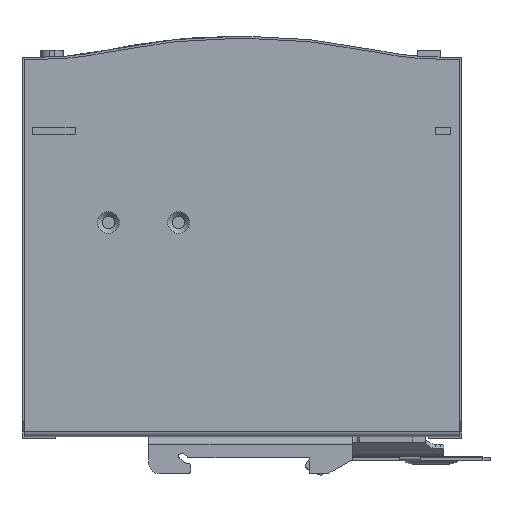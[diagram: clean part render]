
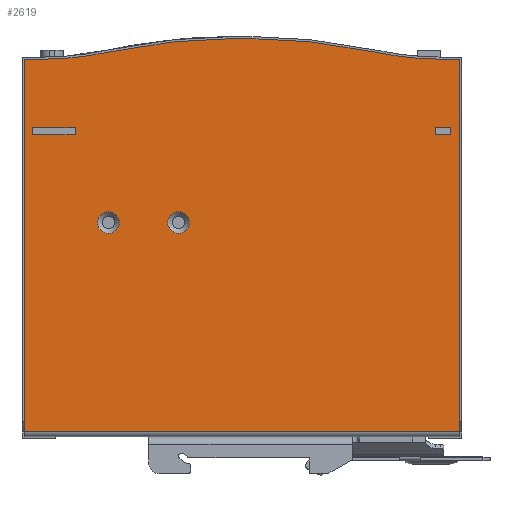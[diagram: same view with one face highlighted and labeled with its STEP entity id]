
A CAD part, front view. The second image highlights one B-rep face of the part: STEP entity #2619.
In plain terms, the highlighted planar face has unit normal (0, -1, 0).
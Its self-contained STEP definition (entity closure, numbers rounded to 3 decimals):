
#2619=ADVANCED_FACE('',(#12769,#12770,#12771,#12772,#12773),#4096,.F.);
#4096=PLANE('',#31083);
#5345=LINE('',#40555,#9052);
#5367=LINE('',#40636,#9074);
#5368=LINE('',#40639,#9075);
#5369=LINE('',#40641,#9076);
#5370=LINE('',#40643,#9077);
#5371=LINE('',#40644,#9078);
#5372=LINE('',#40647,#9079);
#5373=LINE('',#40649,#9080);
#5374=LINE('',#40651,#9081);
#5375=LINE('',#40652,#9082);
#5376=LINE('',#40660,#9083);
#5377=LINE('',#40662,#9084);
#5378=LINE('',#40664,#9085);
#9052=VECTOR('',#33012,1.);
#9074=VECTOR('',#33080,1.);
#9075=VECTOR('',#33081,1.);
#9076=VECTOR('',#33082,1.);
#9077=VECTOR('',#33083,1.);
#9078=VECTOR('',#33084,1.);
#9079=VECTOR('',#33085,1.);
#9080=VECTOR('',#33086,1.);
#9081=VECTOR('',#33087,1.);
#9082=VECTOR('',#33088,1.);
#9083=VECTOR('',#33095,1.);
#9084=VECTOR('',#33096,1.);
#9085=VECTOR('',#33097,1.);
#12769=FACE_BOUND('',#13296,.T.);
#12770=FACE_BOUND('',#13297,.T.);
#12771=FACE_BOUND('',#13298,.T.);
#12772=FACE_BOUND('',#13299,.T.);
#12773=FACE_BOUND('',#13300,.T.);
#13296=EDGE_LOOP('',(#15275));
#13297=EDGE_LOOP('',(#15276));
#13298=EDGE_LOOP('',(#15277,#15278,#15279,#15280));
#13299=EDGE_LOOP('',(#15281,#15282,#15283,#15284));
#13300=EDGE_LOOP('',(#15285,#15286,#15287,#15288,#15289,#15290,#15291,#15292));
#15275=ORIENTED_EDGE('',*,*,#26484,.T.);
#15276=ORIENTED_EDGE('',*,*,#26485,.T.);
#15277=ORIENTED_EDGE('',*,*,#26486,.F.);
#15278=ORIENTED_EDGE('',*,*,#26487,.F.);
#15279=ORIENTED_EDGE('',*,*,#26488,.F.);
#15280=ORIENTED_EDGE('',*,*,#26489,.F.);
#15281=ORIENTED_EDGE('',*,*,#26490,.F.);
#15282=ORIENTED_EDGE('',*,*,#26491,.F.);
#15283=ORIENTED_EDGE('',*,*,#26492,.F.);
#15284=ORIENTED_EDGE('',*,*,#26493,.F.);
#15285=ORIENTED_EDGE('',*,*,#26494,.F.);
#15286=ORIENTED_EDGE('',*,*,#26495,.F.);
#15287=ORIENTED_EDGE('',*,*,#26496,.F.);
#15288=ORIENTED_EDGE('',*,*,#26497,.F.);
#15289=ORIENTED_EDGE('',*,*,#26498,.F.);
#15290=ORIENTED_EDGE('',*,*,#26499,.F.);
#15291=ORIENTED_EDGE('',*,*,#26500,.T.);
#15292=ORIENTED_EDGE('',*,*,#26445,.T.);
#23632=VERTEX_POINT('',#40554);
#23633=VERTEX_POINT('',#40556);
#23667=VERTEX_POINT('',#40633);
#23668=VERTEX_POINT('',#40635);
#23669=VERTEX_POINT('',#40637);
#23670=VERTEX_POINT('',#40638);
#23671=VERTEX_POINT('',#40640);
#23672=VERTEX_POINT('',#40642);
#23673=VERTEX_POINT('',#40645);
#23674=VERTEX_POINT('',#40646);
#23675=VERTEX_POINT('',#40648);
#23676=VERTEX_POINT('',#40650);
#23677=VERTEX_POINT('',#40653);
#23678=VERTEX_POINT('',#40655);
#23679=VERTEX_POINT('',#40657);
#23680=VERTEX_POINT('',#40659);
#23681=VERTEX_POINT('',#40661);
#23682=VERTEX_POINT('',#40663);
#26445=EDGE_CURVE('',#23633,#23632,#5345,.T.);
#26484=EDGE_CURVE('',#23667,#23667,#30635,.T.);
#26485=EDGE_CURVE('',#23668,#23668,#30636,.T.);
#26486=EDGE_CURVE('',#23669,#23670,#5367,.T.);
#26487=EDGE_CURVE('',#23671,#23669,#5368,.T.);
#26488=EDGE_CURVE('',#23672,#23671,#5369,.T.);
#26489=EDGE_CURVE('',#23670,#23672,#5370,.T.);
#26490=EDGE_CURVE('',#23673,#23674,#5371,.T.);
#26491=EDGE_CURVE('',#23675,#23673,#5372,.T.);
#26492=EDGE_CURVE('',#23676,#23675,#5373,.T.);
#26493=EDGE_CURVE('',#23674,#23676,#5374,.T.);
#26494=EDGE_CURVE('',#23677,#23632,#5375,.T.);
#26495=EDGE_CURVE('',#23678,#23677,#30637,.T.);
#26496=EDGE_CURVE('',#23679,#23678,#30638,.T.);
#26497=EDGE_CURVE('',#23680,#23679,#30639,.T.);
#26498=EDGE_CURVE('',#23681,#23680,#5376,.T.);
#26499=EDGE_CURVE('',#23682,#23681,#5377,.T.);
#26500=EDGE_CURVE('',#23682,#23633,#5378,.T.);
#30635=CIRCLE('',#31078,3.1);
#30636=CIRCLE('',#31079,3.1);
#30637=CIRCLE('',#31080,90.);
#30638=CIRCLE('',#31081,184.);
#30639=CIRCLE('',#31082,90.);
#31078=AXIS2_PLACEMENT_3D('',#40632,#33076,#33077);
#31079=AXIS2_PLACEMENT_3D('',#40634,#33078,#33079);
#31080=AXIS2_PLACEMENT_3D('',#40654,#33089,#33090);
#31081=AXIS2_PLACEMENT_3D('',#40656,#33091,#33092);
#31082=AXIS2_PLACEMENT_3D('',#40658,#33093,#33094);
#31083=AXIS2_PLACEMENT_3D('',#40665,#33098,#33099);
#33012=DIRECTION('',(0.,0.,1.));
#33076=DIRECTION('',(0.,1.,0.));
#33077=DIRECTION('',(0.,0.,1.));
#33078=DIRECTION('',(0.,1.,0.));
#33079=DIRECTION('',(0.,0.,1.));
#33080=DIRECTION('',(-1.,0.,0.));
#33081=DIRECTION('',(0.,0.,1.));
#33082=DIRECTION('',(1.,0.,0.));
#33083=DIRECTION('',(0.,0.,-1.));
#33084=DIRECTION('',(-1.,0.,0.));
#33085=DIRECTION('',(0.,0.,1.));
#33086=DIRECTION('',(1.,0.,0.));
#33087=DIRECTION('',(0.,0.,-1.));
#33088=DIRECTION('',(1.,0.,0.));
#33089=DIRECTION('',(0.,-1.,0.));
#33090=DIRECTION('',(0.,0.,1.));
#33091=DIRECTION('',(0.,1.,0.));
#33092=DIRECTION('',(0.,0.,1.));
#33093=DIRECTION('',(0.,-1.,0.));
#33094=DIRECTION('',(0.,0.,1.));
#33095=DIRECTION('',(1.,0.,0.));
#33096=DIRECTION('',(0.,0.,1.));
#33097=DIRECTION('',(1.,0.,0.));
#33098=DIRECTION('',(0.,1.,0.));
#33099=DIRECTION('',(0.,0.,1.));
#40554=CARTESIAN_POINT('',(62.,-31.5,107.5));
#40555=CARTESIAN_POINT('',(62.,-31.5,1.502));
#40556=CARTESIAN_POINT('',(62.,-31.5,1.502));
#40632=CARTESIAN_POINT('',(-18.,-31.5,61.));
#40633=CARTESIAN_POINT('',(-18.,-31.5,64.1));
#40634=CARTESIAN_POINT('',(-38.,-31.5,61.));
#40635=CARTESIAN_POINT('',(-38.,-31.5,64.1));
#40636=CARTESIAN_POINT('',(-62.,-31.5,88.));
#40637=CARTESIAN_POINT('',(-47.5,-31.5,88.));
#40638=CARTESIAN_POINT('',(-59.5,-31.5,88.));
#40639=CARTESIAN_POINT('',(-47.5,-31.5,1.502));
#40640=CARTESIAN_POINT('',(-47.5,-31.5,86.));
#40641=CARTESIAN_POINT('',(-62.,-31.5,86.));
#40642=CARTESIAN_POINT('',(-59.5,-31.5,86.));
#40643=CARTESIAN_POINT('',(-59.5,-31.5,1.502));
#40644=CARTESIAN_POINT('',(-62.,-31.5,88.));
#40645=CARTESIAN_POINT('',(59.5,-31.5,88.));
#40646=CARTESIAN_POINT('',(55.,-31.5,88.));
#40647=CARTESIAN_POINT('',(59.5,-31.5,1.502));
#40648=CARTESIAN_POINT('',(59.5,-31.5,86.));
#40649=CARTESIAN_POINT('',(-62.,-31.5,86.));
#40650=CARTESIAN_POINT('',(55.,-31.5,86.));
#40651=CARTESIAN_POINT('',(55.,-31.5,1.502));
#40652=CARTESIAN_POINT('',(-62.,-31.5,107.5));
#40653=CARTESIAN_POINT('',(57.026,-31.5,107.5));
#40654=CARTESIAN_POINT('',(57.026,-31.5,197.5));
#40655=CARTESIAN_POINT('',(38.295,-31.5,109.471));
#40656=CARTESIAN_POINT('',(0.,-31.5,-70.5));
#40657=CARTESIAN_POINT('',(-38.295,-31.5,109.471));
#40658=CARTESIAN_POINT('',(-57.026,-31.5,197.5));
#40659=CARTESIAN_POINT('',(-57.026,-31.5,107.5));
#40660=CARTESIAN_POINT('',(-62.,-31.5,107.5));
#40661=CARTESIAN_POINT('',(-62.,-31.5,107.5));
#40662=CARTESIAN_POINT('',(-62.,-31.5,1.502));
#40663=CARTESIAN_POINT('',(-62.,-31.5,1.502));
#40664=CARTESIAN_POINT('',(-62.,-31.5,1.502));
#40665=CARTESIAN_POINT('',(-62.,-31.5,1.502));
